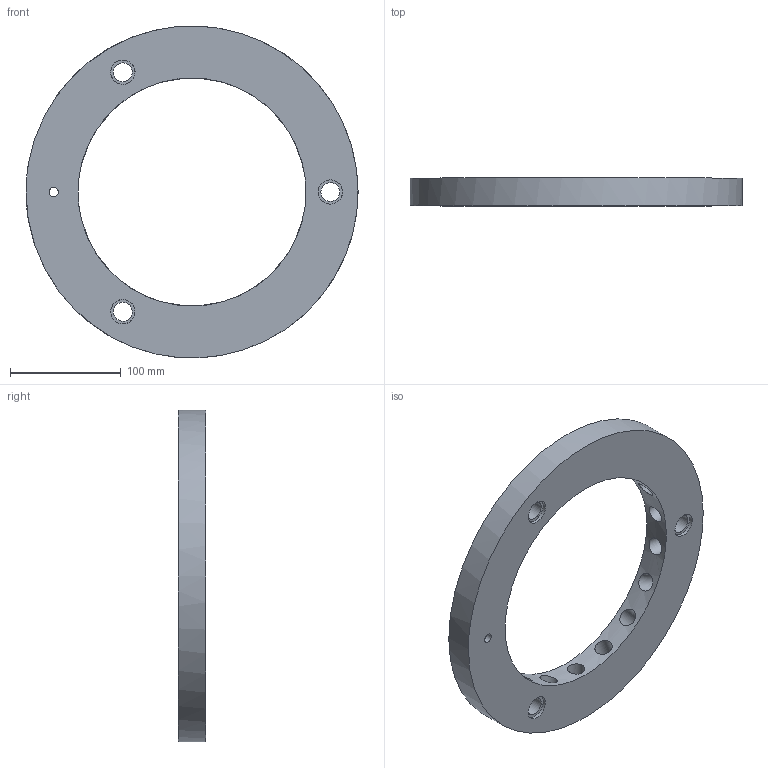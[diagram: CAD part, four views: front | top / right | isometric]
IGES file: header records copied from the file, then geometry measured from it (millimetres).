
Global section: file name: protoV2.0_10_18_8_16_0_100_103_couronne; native system: Autodesk Inventor 2016; preprocessor: unknown; author: Matt&Celia; date: 20161006.211253; units: millimetre
Bounding box: 299.99 x 25 x 299.93 mm (x, y, z)
Volume: 770056.4 mm3; surface area: 154186.2 mm2
Topology: 1 solids, 1 shells, 50 faces, 106 edges, 79 vertices
Faces by surface type: bspline 50
